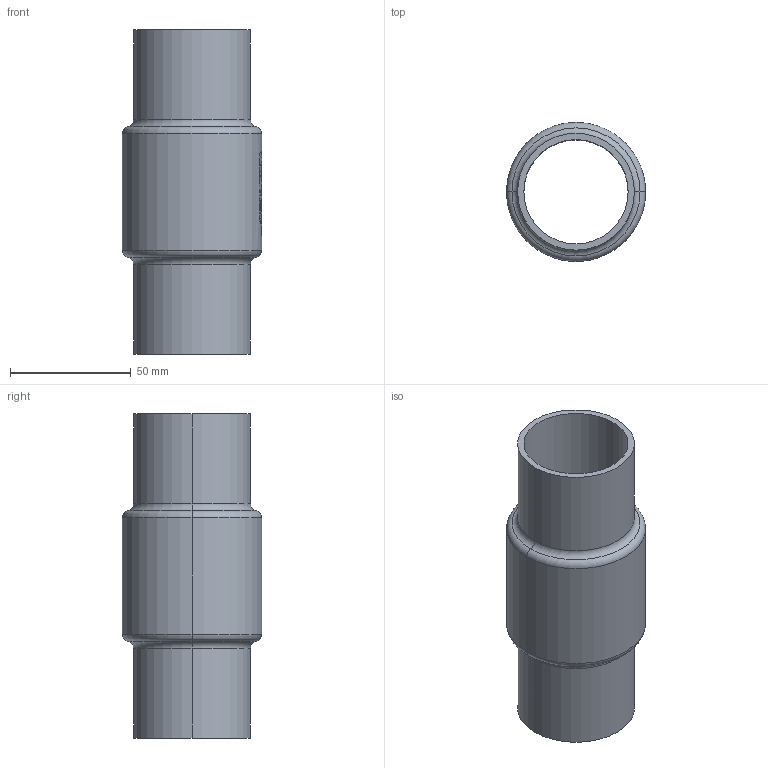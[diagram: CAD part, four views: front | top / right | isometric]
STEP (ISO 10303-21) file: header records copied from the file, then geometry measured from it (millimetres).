
FILE_DESCRIPTION (( 'STEP AP214' ), '1' );
FILE_NAME ('7110000_DN040_ PN25_51420167.STEP', '2022-03-03T10:25:41', ( 'axxx' ), ( 'Hewlett-Packard Company' ), 'SwSTEP 2.0', 'SolidWorks 2019', '' );
FILE_SCHEMA (( 'AUTOMOTIVE_DESIGN' ));
Length unit declared in the file: millimetre
Products named in the file (1): 7110000_DN040_ PN25_51420167
Bounding box: 57.5 x 57.5 x 134 mm (x, y, z)
Volume: 90820.5 mm3; surface area: 43623.9 mm2
Topology: 1 solids, 1 shells, 490 faces, 1266 edges, 840 vertices
Faces by surface type: plane 252, bspline 202, cylinder 28, torus 8
Entity records: 26141 total; most frequent: CARTESIAN_POINT 15570, ORIENTED_EDGE 2532, DIRECTION 1486, EDGE_CURVE 1266, VERTEX_POINT 840, VECTOR 720, LINE 720, EDGE_LOOP 554
